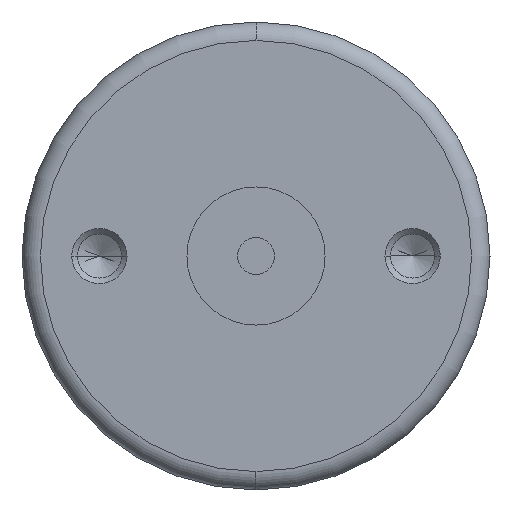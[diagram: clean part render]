
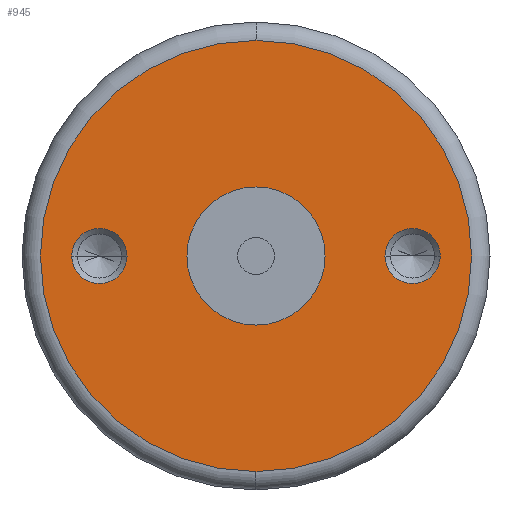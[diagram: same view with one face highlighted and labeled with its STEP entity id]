
A CAD part, left-side view. The second image highlights one B-rep face of the part: STEP entity #945.
In plain terms, the highlighted planar face has unit normal (-1, 0, 0).
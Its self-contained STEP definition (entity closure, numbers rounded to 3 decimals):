
#793=CARTESIAN_POINT('POINT41',(0.,
   0.,3.75));
#794=VERTEX_POINT('VERTEX41',#793);
#801=CARTESIAN_POINT('POINT42',(0.,
   0.,-3.75));
#802=VERTEX_POINT('VERTEX42',#801);
#803=CARTESIAN_POINT('POS59',(0.,0.,
   0.));
#804=DIRECTION('DIR98',(-1.,0.,0.));
#805=DIRECTION('DIR99',(0.,0.,1.));
#806=AXIS2_PLACEMENT_3D('AXIS40',#803,#804,#805);
#807=CIRCLE('ELLIPSE22',#806,3.75);
#808=EDGE_CURVE('EDGE66',#794,#802,#807,.T.);
#828=EDGE_CURVE('EDGE68',#802,#794,#807,.T.);
#833=CARTESIAN_POINT('POINT43',(0.,7.,
   0.));
#834=VERTEX_POINT('VERTEX43',#833);
#841=CARTESIAN_POINT('POINT44',(0.,10.,
   0.));
#842=VERTEX_POINT('VERTEX44',#841);
#843=CARTESIAN_POINT('POS63',(0.,8.5,
   0.));
#844=DIRECTION('DIR104',(1.,0.,
   0.));
#845=DIRECTION('DIR105',(0.,-1.,
   0.));
#846=AXIS2_PLACEMENT_3D('AXIS42',#843,#844,#845);
#847=CIRCLE('ELLIPSE23',#846,1.5);
#848=EDGE_CURVE('EDGE70',#842,#834,#847,.T.);
#868=EDGE_CURVE('EDGE72',#834,#842,#847,.T.);
#873=CARTESIAN_POINT('POINT45',(0.,-7.,
   0.));
#874=VERTEX_POINT('VERTEX45',#873);
#881=CARTESIAN_POINT('POINT46',(0.,-10.,
   0.));
#882=VERTEX_POINT('VERTEX46',#881);
#883=CARTESIAN_POINT('POS67',(0.,-8.5,
   0.));
#884=DIRECTION('DIR110',(1.,0.,
   0.));
#885=DIRECTION('DIR111',(0.,1.,
   0.));
#886=AXIS2_PLACEMENT_3D('AXIS44',#883,#884,#885);
#887=CIRCLE('ELLIPSE24',#886,1.5);
#888=EDGE_CURVE('EDGE74',#882,#874,#887,.T.);
#908=EDGE_CURVE('EDGE76',#874,#882,#887,.T.);
#913=CARTESIAN_POINT('POINT47',(0.,0.,11.7
   ));
#914=VERTEX_POINT('VERTEX47',#913);
#915=CARTESIAN_POINT('POINT48',(0.,0.,
   -11.7));
#916=VERTEX_POINT('VERTEX48',#915);
#917=CARTESIAN_POINT('POS70',(0.,0.,0.));
#918=DIRECTION('DIR115',(-1.,0.,0.));
#919=DIRECTION('DIR116',(0.,0.,1.));
#920=AXIS2_PLACEMENT_3D('AXIS46',#917,#918,#919);
#921=CIRCLE('ELLIPSE25',#920,11.7);
#922=EDGE_CURVE('EDGE77',#914,#916,#921,.T.);
#923=ORIENTED_EDGE('COEDGE147',*,*,#922,.T.);
#924=EDGE_CURVE('EDGE78',#916,#914,#921,.T.);
#925=ORIENTED_EDGE('COEDGE148',*,*,#924,.T.);
#926=EDGE_LOOP('NONE',(#923,#925));
#927=FACE_BOUND('LOOP1',#926,.T.);
#928=ORIENTED_EDGE('COEDGE149',*,*,#908,.T.);
#929=ORIENTED_EDGE('COEDGE150',*,*,#888,.T.);
#930=EDGE_LOOP('NONE',(#928,#929));
#931=FACE_BOUND('LOOP1',#930,.T.);
#932=ORIENTED_EDGE('COEDGE151',*,*,#868,.T.);
#933=ORIENTED_EDGE('COEDGE152',*,*,#848,.T.);
#934=EDGE_LOOP('NONE',(#932,#933));
#935=FACE_BOUND('LOOP1',#934,.T.);
#936=ORIENTED_EDGE('COEDGE153',*,*,#828,.F.);
#937=ORIENTED_EDGE('COEDGE154',*,*,#808,.F.);
#938=EDGE_LOOP('NONE',(#936,#937));
#939=FACE_BOUND('LOOP1',#938,.T.);
#940=CARTESIAN_POINT('POS71',(0.,0.,5.85))
   ;
#941=DIRECTION('DIR117',(-1.,0.,0.));
#942=DIRECTION('DIR118',(0.,1.,0.));
#943=AXIS2_PLACEMENT_3D('AXIS47',#940,#941,#942);
#944=PLANE('PLANE8',#943);
#945=ADVANCED_FACE('FACE38',(#927,#931,#935,#939),#944,.T.);
